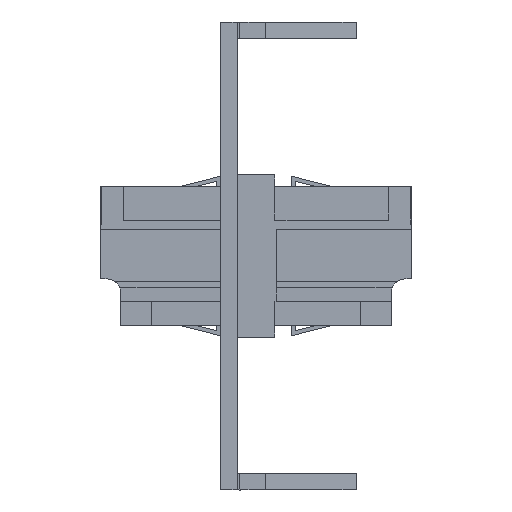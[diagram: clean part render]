
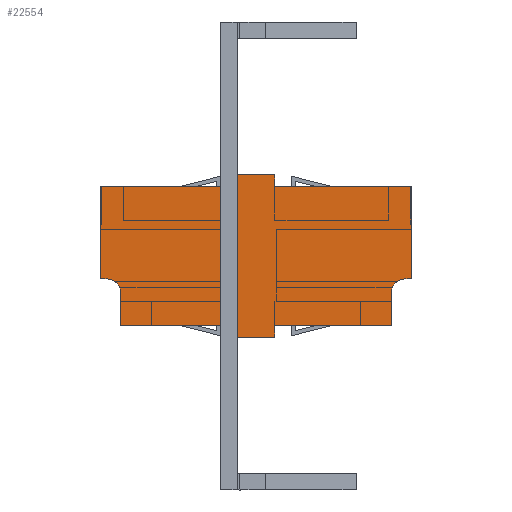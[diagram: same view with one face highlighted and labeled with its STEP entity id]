
A CAD part, left-side view. The second image highlights one B-rep face of the part: STEP entity #22554.
In plain terms, the highlighted face is planar.
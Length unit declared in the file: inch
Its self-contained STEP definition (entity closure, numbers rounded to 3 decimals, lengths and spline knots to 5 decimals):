
#134 = LINE ( 'NONE', #26128, #27444 ) ;
#240 = VECTOR ( 'NONE', #28618, 39.37008 ) ;
#551 = CARTESIAN_POINT ( 'NONE',  ( -0.3, -0.07, -0.2575 ) ) ;
#679 = DIRECTION ( 'NONE',  ( -1., 0., 0. ) ) ;
#759 = DIRECTION ( 'NONE',  ( 0., -1., 0. ) ) ;
#765 = VERTEX_POINT ( 'NONE', #16061 ) ;
#777 = CARTESIAN_POINT ( 'NONE',  ( 0.3, 0.07, -0.2575 ) ) ;
#900 = LINE ( 'NONE', #32356, #22058 ) ;
#1261 = EDGE_CURVE ( 'NONE', #23287, #1665, #11311, .T. ) ;
#1547 = ORIENTED_EDGE ( 'NONE', *, *, #23828, .T. ) ;
#1665 = VERTEX_POINT ( 'NONE', #3987 ) ;
#1866 = PLANE ( 'NONE',  #16255 ) ;
#1959 = ORIENTED_EDGE ( 'NONE', *, *, #5282, .F. ) ;
#2719 = VECTOR ( 'NONE', #27877, 39.37008 ) ;
#2777 = VERTEX_POINT ( 'NONE', #12034 ) ;
#2817 = VERTEX_POINT ( 'NONE', #4144 ) ;
#3161 = LINE ( 'NONE', #33100, #22661 ) ;
#3210 = CARTESIAN_POINT ( 'NONE',  ( 0.2575, -0.5, -0.2575 ) ) ;
#3245 = DIRECTION ( 'NONE',  ( 1., 0., 0. ) ) ;
#3420 = VECTOR ( 'NONE', #6509, 39.37008 ) ;
#3574 = EDGE_CURVE ( 'NONE', #22675, #2777, #6946, .T. ) ;
#3598 = EDGE_CURVE ( 'NONE', #22675, #2817, #19380, .T. ) ;
#3987 = CARTESIAN_POINT ( 'NONE',  ( 0.2575, 0.07, -0.2575 ) ) ;
#4144 = CARTESIAN_POINT ( 'NONE',  ( 0.135, 0.5, -0.2575 ) ) ;
#4431 = DIRECTION ( 'NONE',  ( 1., 0., 0. ) ) ;
#4545 = DIRECTION ( 'NONE',  ( 1., 0., 0. ) ) ;
#4625 = LINE ( 'NONE', #22965, #17907 ) ;
#4820 = VERTEX_POINT ( 'NONE', #8027 ) ;
#4837 = CARTESIAN_POINT ( 'NONE',  ( 0.085, 0.5, -0.2575 ) ) ;
#5282 = EDGE_CURVE ( 'NONE', #31046, #30922, #8120, .T. ) ;
#5687 = CARTESIAN_POINT ( 'NONE',  ( -0.2575, -0.575, -0.2575 ) ) ;
#6117 = VECTOR ( 'NONE', #21474, 39.37008 ) ;
#6182 = EDGE_CURVE ( 'NONE', #23287, #18230, #16676, .T. ) ;
#6509 = DIRECTION ( 'NONE',  ( 0., 1., 0. ) ) ;
#6946 = LINE ( 'NONE', #26717, #6117 ) ;
#7357 = ORIENTED_EDGE ( 'NONE', *, *, #23859, .T. ) ;
#7362 = LINE ( 'NONE', #21808, #28412 ) ;
#7704 = VERTEX_POINT ( 'NONE', #31487 ) ;
#7741 = ORIENTED_EDGE ( 'NONE', *, *, #3598, .T. ) ;
#7873 = CARTESIAN_POINT ( 'NONE',  ( 0.085, 0.55, -0.2575 ) ) ;
#8027 = CARTESIAN_POINT ( 'NONE',  ( 0.135, -0.5, -0.2575 ) ) ;
#8120 = LINE ( 'NONE', #25991, #240 ) ;
#8159 = VERTEX_POINT ( 'NONE', #13724 ) ;
#8251 = CARTESIAN_POINT ( 'NONE',  ( 0.2575, 0.575, -0.2575 ) ) ;
#8380 = CARTESIAN_POINT ( 'NONE',  ( 0.135, 0.55, -0.2575 ) ) ;
#8459 = AXIS2_PLACEMENT_3D ( 'NONE', #14666, #33098, #17338 ) ;
#8695 = EDGE_LOOP ( 'NONE', ( #21015, #7741, #28789, #1547, #9417, #16504, #24335, #11066, #32129, #18956, #12739, #20626, #7357, #21460, #22316, #1959, #23917, #10648 ) ) ;
#8822 = EDGE_CURVE ( 'NONE', #29867, #2777, #7362, .T. ) ;
#9315 = EDGE_CURVE ( 'NONE', #18230, #23470, #23081, .T. ) ;
#9417 = ORIENTED_EDGE ( 'NONE', *, *, #1261, .F. ) ;
#10432 = LINE ( 'NONE', #24996, #3420 ) ;
#10648 = ORIENTED_EDGE ( 'NONE', *, *, #8822, .T. ) ;
#10733 = EDGE_CURVE ( 'NONE', #29867, #31046, #30843, .T. ) ;
#10987 = LINE ( 'NONE', #4837, #24270 ) ;
#11012 = DIRECTION ( 'NONE',  ( 1., 0., 0. ) ) ;
#11066 = ORIENTED_EDGE ( 'NONE', *, *, #13608, .F. ) ;
#11311 = LINE ( 'NONE', #12335, #26998 ) ;
#11890 = LINE ( 'NONE', #32194, #18914 ) ;
#12001 = CARTESIAN_POINT ( 'NONE',  ( 0.2575, -0.07, -0.2575 ) ) ;
#12034 = CARTESIAN_POINT ( 'NONE',  ( 0.085, 0.575, -0.2575 ) ) ;
#12082 = CARTESIAN_POINT ( 'NONE',  ( -0.2575, 0.575, -0.2575 ) ) ;
#12335 = CARTESIAN_POINT ( 'NONE',  ( -0.3, 0.07, -0.2575 ) ) ;
#12482 = CARTESIAN_POINT ( 'NONE',  ( -0.2575, 0.575, -0.2575 ) ) ;
#12739 = ORIENTED_EDGE ( 'NONE', *, *, #33831, .T. ) ;
#12802 = CARTESIAN_POINT ( 'NONE',  ( -0.2575, -0.575, -0.2575 ) ) ;
#12886 = VERTEX_POINT ( 'NONE', #23543 ) ;
#13579 = DIRECTION ( 'NONE',  ( 0., -1., 0. ) ) ;
#13608 = EDGE_CURVE ( 'NONE', #32663, #23470, #10432, .T. ) ;
#13724 = CARTESIAN_POINT ( 'NONE',  ( 0.2575, 0.5, -0.2575 ) ) ;
#14666 = CARTESIAN_POINT ( 'NONE',  ( 0.135, -0.55, -0.2575 ) ) ;
#14671 = DIRECTION ( 'NONE',  ( 1., 0., 0. ) ) ;
#15109 = CARTESIAN_POINT ( 'NONE',  ( -0.3, 0.07, -0.2575 ) ) ;
#15145 = EDGE_CURVE ( 'NONE', #31129, #765, #11890, .T. ) ;
#16042 = DIRECTION ( 'NONE',  ( -1., 0., 0. ) ) ;
#16061 = CARTESIAN_POINT ( 'NONE',  ( -0.3, -0.07, -0.2575 ) ) ;
#16079 = VECTOR ( 'NONE', #13579, 39.37008 ) ;
#16137 = CARTESIAN_POINT ( 'NONE',  ( 0.3, -0.07, -0.2575 ) ) ;
#16255 = AXIS2_PLACEMENT_3D ( 'NONE', #15109, #20417, #4545 ) ;
#16283 = AXIS2_PLACEMENT_3D ( 'NONE', #8380, #26834, #11012 ) ;
#16504 = ORIENTED_EDGE ( 'NONE', *, *, #6182, .T. ) ;
#16676 = LINE ( 'NONE', #21974, #23648 ) ;
#16924 = VECTOR ( 'NONE', #18893, 39.37008 ) ;
#17338 = DIRECTION ( 'NONE',  ( 1., 0., 0. ) ) ;
#17376 = CARTESIAN_POINT ( 'NONE',  ( -0.2575, -0.07, -0.2575 ) ) ;
#17907 = VECTOR ( 'NONE', #4431, 39.37008 ) ;
#18230 = VERTEX_POINT ( 'NONE', #16137 ) ;
#18736 = CARTESIAN_POINT ( 'NONE',  ( -0.3, 0.07, -0.2575 ) ) ;
#18893 = DIRECTION ( 'NONE',  ( 0., 1., 0. ) ) ;
#18914 = VECTOR ( 'NONE', #26882, 39.37008 ) ;
#18956 = ORIENTED_EDGE ( 'NONE', *, *, #21463, .T. ) ;
#19380 = CIRCLE ( 'NONE', #16283, 0.05 ) ;
#20309 = EDGE_CURVE ( 'NONE', #4820, #32663, #3161, .T. ) ;
#20417 = DIRECTION ( 'NONE',  ( 0., 0., 1. ) ) ;
#20626 = ORIENTED_EDGE ( 'NONE', *, *, #33468, .F. ) ;
#20728 = EDGE_CURVE ( 'NONE', #2817, #8159, #10987, .T. ) ;
#21015 = ORIENTED_EDGE ( 'NONE', *, *, #3574, .F. ) ;
#21460 = ORIENTED_EDGE ( 'NONE', *, *, #15145, .T. ) ;
#21463 = EDGE_CURVE ( 'NONE', #4820, #7704, #34053, .T. ) ;
#21474 = DIRECTION ( 'NONE',  ( 0., 1., 0. ) ) ;
#21808 = CARTESIAN_POINT ( 'NONE',  ( 0.2575, 0.575, -0.2575 ) ) ;
#21974 = CARTESIAN_POINT ( 'NONE',  ( 0.3, 0.07, -0.2575 ) ) ;
#22058 = VECTOR ( 'NONE', #29820, 39.37008 ) ;
#22316 = ORIENTED_EDGE ( 'NONE', *, *, #27087, .F. ) ;
#22554 = ADVANCED_FACE ( 'NONE', ( #23562 ), #1866, .F. ) ;
#22661 = VECTOR ( 'NONE', #14671, 39.37008 ) ;
#22675 = VERTEX_POINT ( 'NONE', #7873 ) ;
#22965 = CARTESIAN_POINT ( 'NONE',  ( 0.2575, -0.575, -0.2575 ) ) ;
#23081 = LINE ( 'NONE', #551, #30064 ) ;
#23084 = LINE ( 'NONE', #8251, #16079 ) ;
#23287 = VERTEX_POINT ( 'NONE', #777 ) ;
#23470 = VERTEX_POINT ( 'NONE', #12001 ) ;
#23543 = CARTESIAN_POINT ( 'NONE',  ( 0.085, -0.575, -0.2575 ) ) ;
#23562 = FACE_OUTER_BOUND ( 'NONE', #8695, .T. ) ;
#23616 = DIRECTION ( 'NONE',  ( 0., -1., 0. ) ) ;
#23648 = VECTOR ( 'NONE', #759, 39.37008 ) ;
#23828 = EDGE_CURVE ( 'NONE', #8159, #1665, #23084, .T. ) ;
#23859 = EDGE_CURVE ( 'NONE', #26682, #31129, #30868, .T. ) ;
#23917 = ORIENTED_EDGE ( 'NONE', *, *, #10733, .F. ) ;
#24270 = VECTOR ( 'NONE', #28621, 39.37008 ) ;
#24335 = ORIENTED_EDGE ( 'NONE', *, *, #9315, .T. ) ;
#24968 = CARTESIAN_POINT ( 'NONE',  ( -0.2575, 0.07, -0.2575 ) ) ;
#24996 = CARTESIAN_POINT ( 'NONE',  ( 0.2575, -0.575, -0.2575 ) ) ;
#25991 = CARTESIAN_POINT ( 'NONE',  ( -0.3, 0.07, -0.2575 ) ) ;
#26128 = CARTESIAN_POINT ( 'NONE',  ( -0.3, 0.07, -0.2575 ) ) ;
#26682 = VERTEX_POINT ( 'NONE', #12802 ) ;
#26717 = CARTESIAN_POINT ( 'NONE',  ( 0.085, 0.5, -0.2575 ) ) ;
#26834 = DIRECTION ( 'NONE',  ( 0., 0., 1. ) ) ;
#26882 = DIRECTION ( 'NONE',  ( -1., 0., 0. ) ) ;
#26998 = VECTOR ( 'NONE', #16042, 39.37008 ) ;
#27087 = EDGE_CURVE ( 'NONE', #30922, #765, #134, .T. ) ;
#27444 = VECTOR ( 'NONE', #23616, 39.37008 ) ;
#27877 = DIRECTION ( 'NONE',  ( 0., -1., 0. ) ) ;
#28412 = VECTOR ( 'NONE', #3245, 39.37008 ) ;
#28618 = DIRECTION ( 'NONE',  ( -1., 0., 0. ) ) ;
#28621 = DIRECTION ( 'NONE',  ( 1., 0., 0. ) ) ;
#28789 = ORIENTED_EDGE ( 'NONE', *, *, #20728, .T. ) ;
#29820 = DIRECTION ( 'NONE',  ( 0., -1., 0. ) ) ;
#29867 = VERTEX_POINT ( 'NONE', #12482 ) ;
#30064 = VECTOR ( 'NONE', #679, 39.37008 ) ;
#30843 = LINE ( 'NONE', #12082, #2719 ) ;
#30868 = LINE ( 'NONE', #5687, #16924 ) ;
#30922 = VERTEX_POINT ( 'NONE', #18736 ) ;
#31046 = VERTEX_POINT ( 'NONE', #24968 ) ;
#31129 = VERTEX_POINT ( 'NONE', #17376 ) ;
#31487 = CARTESIAN_POINT ( 'NONE',  ( 0.085, -0.55, -0.2575 ) ) ;
#32129 = ORIENTED_EDGE ( 'NONE', *, *, #20309, .F. ) ;
#32194 = CARTESIAN_POINT ( 'NONE',  ( -0.3, -0.07, -0.2575 ) ) ;
#32356 = CARTESIAN_POINT ( 'NONE',  ( 0.085, -0.5, -0.2575 ) ) ;
#32663 = VERTEX_POINT ( 'NONE', #3210 ) ;
#33098 = DIRECTION ( 'NONE',  ( 0., 0., 1. ) ) ;
#33100 = CARTESIAN_POINT ( 'NONE',  ( 0.085, -0.5, -0.2575 ) ) ;
#33468 = EDGE_CURVE ( 'NONE', #26682, #12886, #4625, .T. ) ;
#33831 = EDGE_CURVE ( 'NONE', #7704, #12886, #900, .T. ) ;
#34053 = CIRCLE ( 'NONE', #8459, 0.05 ) ;
